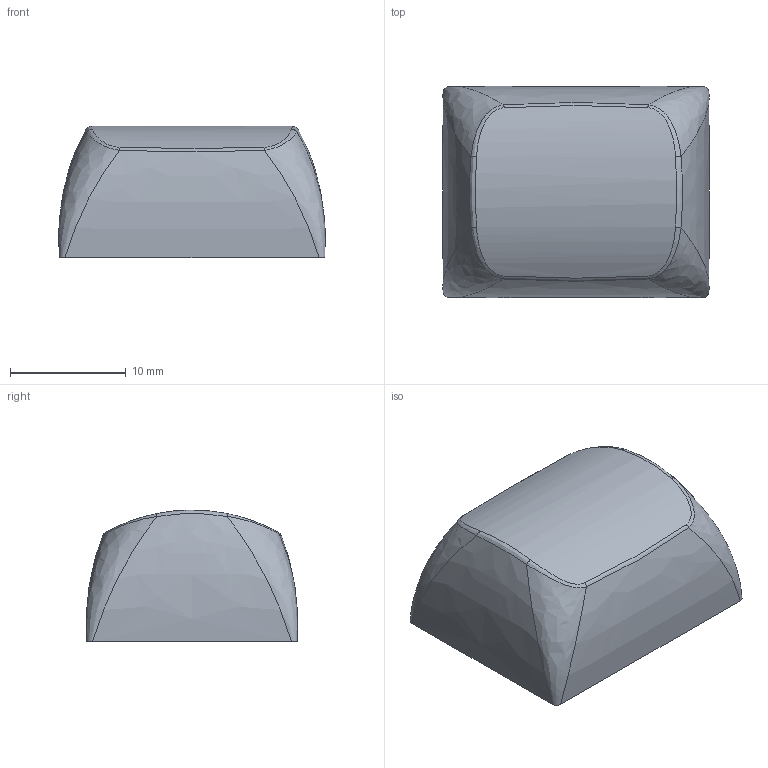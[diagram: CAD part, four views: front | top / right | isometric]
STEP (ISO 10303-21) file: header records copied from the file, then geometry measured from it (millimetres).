
FILE_DESCRIPTION(('Open CASCADE Model'),'2;1');
FILE_NAME('Open CASCADE Shape Model','2023-04-19T23:51:29',('Author'),( 'Open CASCADE'),'Open CASCADE STEP processor 7.7','Open CASCADE 7.7' ,'Unknown');
FILE_SCHEMA(('AUTOMOTIVE_DESIGN { 1 0 10303 214 1 1 1 1 }'));
Length unit declared in the file: millimetre
Products named in the file (1): Open CASCADE STEP translator 7.7 188
Bounding box: 23.03 x 18.24 x 11.4 mm (x, y, z)
Volume: 2454.6 mm3; surface area: 2036.2 mm2
Topology: 1 solids, 1 shells, 65 faces, 163 edges, 102 vertices
Faces by surface type: plane 43, bspline 20, cylinder 2
Full cylindrical faces by diameter (mm): 5.5 x1
Entity records: 6812 total; most frequent: CARTESIAN_POINT 3896, DIRECTION 418, ORIENTED_EDGE 326, PCURVE 326, DEFINITIONAL_REPRESENTATION 326, LINE 301, VECTOR 301, EDGE_CURVE 163
